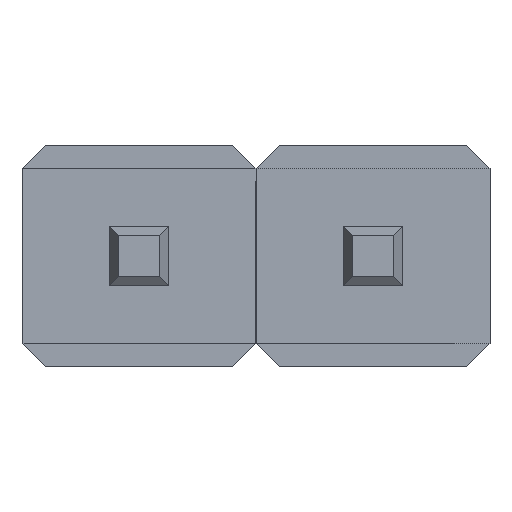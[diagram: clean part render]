
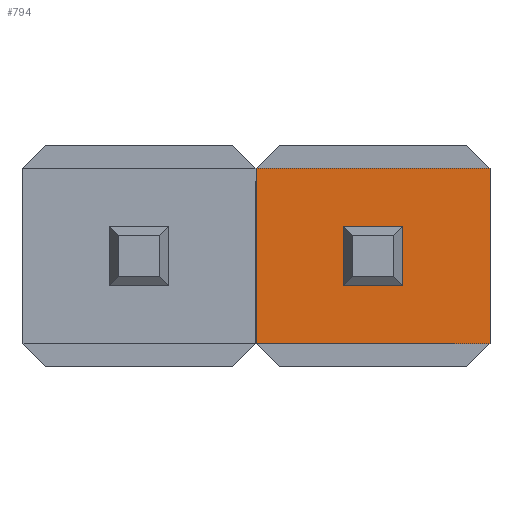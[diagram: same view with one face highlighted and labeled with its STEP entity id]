
A CAD part, front view. The second image highlights one B-rep face of the part: STEP entity #794.
In plain terms, the highlighted planar face has unit normal (0, -1, 0).
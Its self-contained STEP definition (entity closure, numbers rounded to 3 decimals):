
#9 = LINE ( 'NONE', #948, #37 ) ;
#16 = DIRECTION ( 'NONE',  ( 0., 1., 0. ) ) ;
#20 = DIRECTION ( 'NONE',  ( 0., 0., 1. ) ) ;
#37 = VECTOR ( 'NONE', #1383, 1000. ) ;
#54 = VERTEX_POINT ( 'NONE', #971 ) ;
#83 = DIRECTION ( 'NONE',  ( -1., 0., 0. ) ) ;
#216 = CARTESIAN_POINT ( 'NONE',  ( 0.65, 3.2, 0. ) ) ;
#276 = EDGE_CURVE ( 'NONE', #319, #1259, #639, .T. ) ;
#277 = DIRECTION ( 'NONE',  ( 1., 0., 0. ) ) ;
#281 = CARTESIAN_POINT ( 'NONE',  ( -0.945, 3.2, -0.625 ) ) ;
#287 = VECTOR ( 'NONE', #1304, 1000. ) ;
#290 = CARTESIAN_POINT ( 'NONE',  ( -4.405, 3.2, 1.275 ) ) ;
#305 = VERTEX_POINT ( 'NONE', #644 ) ;
#319 = VERTEX_POINT ( 'NONE', #872 ) ;
#324 = VECTOR ( 'NONE', #20, 1000. ) ;
#369 = EDGE_CURVE ( 'NONE', #1143, #54, #1091, .T. ) ;
#377 = EDGE_CURVE ( 'NONE', #1088, #937, #600, .T. ) ;
#386 = CARTESIAN_POINT ( 'NONE',  ( 0., 3.2, 0.65 ) ) ;
#419 = EDGE_CURVE ( 'NONE', #305, #885, #924, .T. ) ;
#423 = DIRECTION ( 'NONE',  ( 0., 0., 1. ) ) ;
#431 = DIRECTION ( 'NONE',  ( 0., 0., -1. ) ) ;
#483 = ORIENTED_EDGE ( 'NONE', *, *, #377, .F. ) ;
#548 = EDGE_LOOP ( 'NONE', ( #1249, #579, #483, #1261 ) ) ;
#552 = VECTOR ( 'NONE', #989, 1000. ) ;
#579 = ORIENTED_EDGE ( 'NONE', *, *, #839, .F. ) ;
#582 = VECTOR ( 'NONE', #277, 1000. ) ;
#583 = ORIENTED_EDGE ( 'NONE', *, *, #276, .T. ) ;
#600 = LINE ( 'NONE', #216, #552 ) ;
#639 = LINE ( 'NONE', #655, #287 ) ;
#644 = CARTESIAN_POINT ( 'NONE',  ( 1.595, 3.2, -0.625 ) ) ;
#655 = CARTESIAN_POINT ( 'NONE',  ( -0.945, 3.2, -0.875 ) ) ;
#696 = EDGE_CURVE ( 'NONE', #1259, #305, #9, .T. ) ;
#726 = DIRECTION ( 'NONE',  ( 1., 0., 0. ) ) ;
#735 = CARTESIAN_POINT ( 'NONE',  ( 1.595, 3.2, 1.275 ) ) ;
#763 = CARTESIAN_POINT ( 'NONE',  ( 0., 3.2, 0. ) ) ;
#764 = EDGE_CURVE ( 'NONE', #54, #1088, #1139, .T. ) ;
#787 = EDGE_CURVE ( 'NONE', #319, #885, #1289, .T. ) ;
#794 = ADVANCED_FACE ( 'NONE', ( #1171, #1157 ), #1049, .F. ) ;
#837 = CARTESIAN_POINT ( 'NONE',  ( 0., 3.2, 0. ) ) ;
#839 = EDGE_CURVE ( 'NONE', #937, #1143, #904, .T. ) ;
#848 = AXIS2_PLACEMENT_3D ( 'NONE', #1320, #16, #423 ) ;
#872 = CARTESIAN_POINT ( 'NONE',  ( -0.945, 3.2, 1.275 ) ) ;
#885 = VERTEX_POINT ( 'NONE', #735 ) ;
#890 = EDGE_LOOP ( 'NONE', ( #583, #1347, #1052, #1358 ) ) ;
#904 = LINE ( 'NONE', #1414, #1269 ) ;
#907 = CARTESIAN_POINT ( 'NONE',  ( 0.65, 3.2, 0.65 ) ) ;
#924 = LINE ( 'NONE', #1310, #324 ) ;
#928 = CARTESIAN_POINT ( 'NONE',  ( 0.65, 3.2, 0. ) ) ;
#937 = VERTEX_POINT ( 'NONE', #907 ) ;
#948 = CARTESIAN_POINT ( 'NONE',  ( -4.405, 3.2, -0.625 ) ) ;
#971 = CARTESIAN_POINT ( 'NONE',  ( 0., 3.2, 0. ) ) ;
#989 = DIRECTION ( 'NONE',  ( 0., 0., 1. ) ) ;
#1049 = PLANE ( 'NONE',  #848 ) ;
#1052 = ORIENTED_EDGE ( 'NONE', *, *, #419, .T. ) ;
#1088 = VERTEX_POINT ( 'NONE', #928 ) ;
#1091 = LINE ( 'NONE', #763, #1402 ) ;
#1139 = LINE ( 'NONE', #837, #1305 ) ;
#1143 = VERTEX_POINT ( 'NONE', #386 ) ;
#1157 = FACE_BOUND ( 'NONE', #548, .T. ) ;
#1171 = FACE_OUTER_BOUND ( 'NONE', #890, .T. ) ;
#1249 = ORIENTED_EDGE ( 'NONE', *, *, #369, .F. ) ;
#1259 = VERTEX_POINT ( 'NONE', #281 ) ;
#1261 = ORIENTED_EDGE ( 'NONE', *, *, #764, .F. ) ;
#1269 = VECTOR ( 'NONE', #83, 1000. ) ;
#1289 = LINE ( 'NONE', #290, #582 ) ;
#1304 = DIRECTION ( 'NONE',  ( 0., 0., -1. ) ) ;
#1305 = VECTOR ( 'NONE', #726, 1000. ) ;
#1310 = CARTESIAN_POINT ( 'NONE',  ( 1.595, 3.2, 1.275 ) ) ;
#1320 = CARTESIAN_POINT ( 'NONE',  ( -4.405, 3.2, 1.275 ) ) ;
#1347 = ORIENTED_EDGE ( 'NONE', *, *, #696, .T. ) ;
#1358 = ORIENTED_EDGE ( 'NONE', *, *, #787, .F. ) ;
#1383 = DIRECTION ( 'NONE',  ( 1., 0., 0. ) ) ;
#1402 = VECTOR ( 'NONE', #431, 1000. ) ;
#1414 = CARTESIAN_POINT ( 'NONE',  ( 0., 3.2, 0.65 ) ) ;
